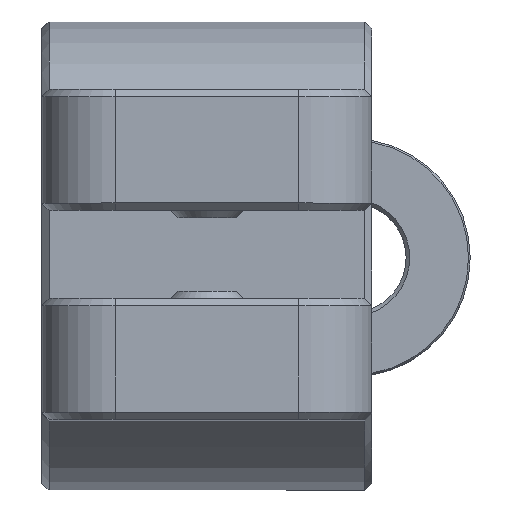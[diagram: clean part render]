
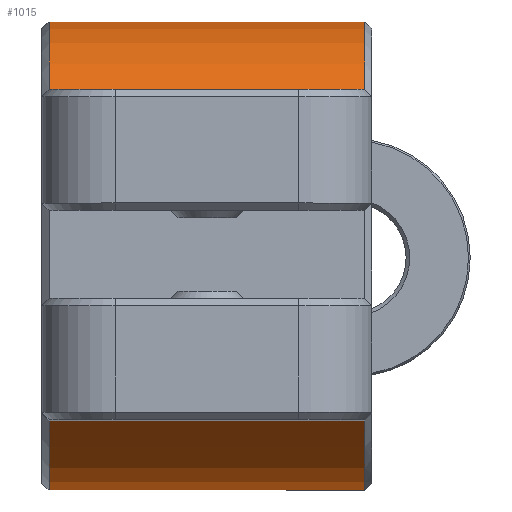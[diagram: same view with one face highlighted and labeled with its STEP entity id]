
A CAD part, top view. The second image highlights one B-rep face of the part: STEP entity #1015.
In plain terms, the highlighted cylindrical face has radius 6.4 mm (diameter 12.8 mm), a partial arc.
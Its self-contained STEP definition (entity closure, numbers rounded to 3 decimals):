
#42=CYLINDRICAL_SURFACE('',#1162,6.4);
#149=FACE_OUTER_BOUND('',#225,.T.);
#225=EDGE_LOOP('',(#927,#928,#929,#930));
#237=LINE('',#1556,#315);
#302=LINE('',#1781,#380);
#315=VECTOR('',#1240,10.);
#380=VECTOR('',#1473,10.);
#427=CIRCLE('',#1129,6.4);
#428=CIRCLE('',#1131,6.4);
#454=VERTEX_POINT('',#1546);
#458=VERTEX_POINT('',#1554);
#508=VERTEX_POINT('',#1708);
#510=VERTEX_POINT('',#1723);
#549=EDGE_CURVE('',#454,#458,#237,.T.);
#628=EDGE_CURVE('',#454,#508,#427,.T.);
#629=EDGE_CURVE('',#510,#458,#428,.T.);
#654=EDGE_CURVE('',#510,#508,#302,.T.);
#927=ORIENTED_EDGE('',*,*,#628,.F.);
#928=ORIENTED_EDGE('',*,*,#549,.T.);
#929=ORIENTED_EDGE('',*,*,#629,.F.);
#930=ORIENTED_EDGE('',*,*,#654,.T.);
#1015=ADVANCED_FACE('',(#149),#42,.T.);
#1129=AXIS2_PLACEMENT_3D('',#1721,#1402,#1403);
#1131=AXIS2_PLACEMENT_3D('',#1724,#1406,#1407);
#1162=AXIS2_PLACEMENT_3D('',#1789,#1485,#1486);
#1240=DIRECTION('',(1.,0.,0.));
#1402=DIRECTION('center_axis',(-1.,0.,0.));
#1403=DIRECTION('ref_axis',(0.,0.,-1.));
#1406=DIRECTION('center_axis',(1.,0.,0.));
#1407=DIRECTION('ref_axis',(0.,0.,-1.));
#1473=DIRECTION('',(-1.,0.,0.));
#1485=DIRECTION('center_axis',(-1.,0.,0.));
#1486=DIRECTION('ref_axis',(0.,0.,-1.));
#1546=CARTESIAN_POINT('',(-8.23,4.5,33.525));
#1554=CARTESIAN_POINT('',(0.37,4.5,33.525));
#1556=CARTESIAN_POINT('',(-3.93,4.5,33.525));
#1708=CARTESIAN_POINT('',(-8.23,-4.5,33.525));
#1721=CARTESIAN_POINT('Origin',(-8.23,0.,28.975));
#1723=CARTESIAN_POINT('',(0.37,-4.5,33.525));
#1724=CARTESIAN_POINT('Origin',(0.37,0.,28.975));
#1781=CARTESIAN_POINT('',(-3.93,-4.5,33.525));
#1789=CARTESIAN_POINT('Origin',(-3.93,0.,28.975));
